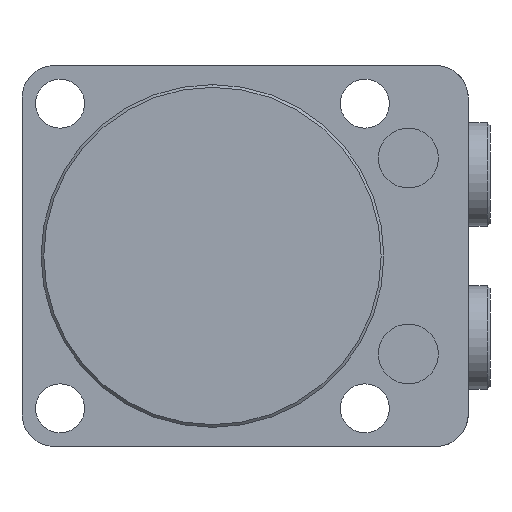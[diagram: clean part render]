
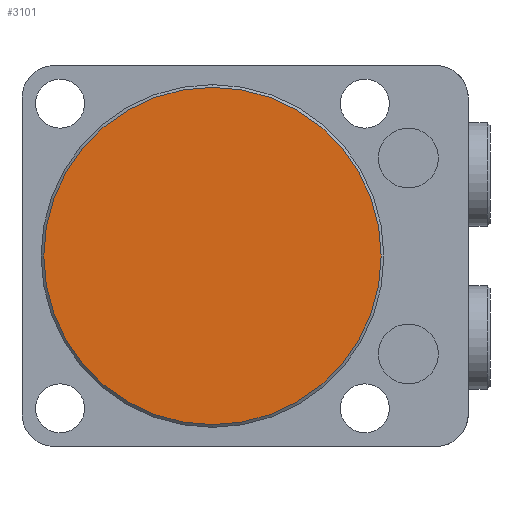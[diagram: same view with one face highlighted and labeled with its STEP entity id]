
A CAD part, front view. The second image highlights one B-rep face of the part: STEP entity #3101.
In plain terms, the highlighted planar face has unit normal (0, -1, 0).
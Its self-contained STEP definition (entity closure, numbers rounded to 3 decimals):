
#189 = EDGE_CURVE ( 'NONE', #2184, #2203, #2589, .T. ) ;
#369 = DIRECTION ( 'NONE',  ( 0., 0., 1. ) ) ;
#370 = DIRECTION ( 'NONE',  ( 0., -1., 0. ) ) ;
#371 = CARTESIAN_POINT ( 'NONE',  ( 0., 0., 0. ) ) ;
#575 = DIRECTION ( 'NONE',  ( 0., -1., 0. ) ) ;
#676 = CARTESIAN_POINT ( 'NONE',  ( 0., 0., 0. ) ) ;
#707 = DIRECTION ( 'NONE',  ( 0., 0., 1. ) ) ;
#790 = EDGE_CURVE ( 'NONE', #2203, #2184, #2472, .T. ) ;
#2063 = EDGE_LOOP ( 'NONE', ( #3636, #3637 ) ) ;
#2184 = VERTEX_POINT ( 'NONE', #3494 ) ;
#2203 = VERTEX_POINT ( 'NONE', #3541 ) ;
#2262 = FACE_OUTER_BOUND ( 'NONE', #2063, .T. ) ;
#2472 = CIRCLE ( 'NONE', #3304, 31. ) ;
#2589 = CIRCLE ( 'NONE', #3330, 31. ) ;
#2783 = DIRECTION ( 'NONE',  ( 0., 0., 1. ) ) ;
#2787 = DIRECTION ( 'NONE',  ( 0., 1., 0. ) ) ;
#2788 = CARTESIAN_POINT ( 'NONE',  ( 0., 0., 0. ) ) ;
#2789 = PLANE ( 'NONE',  #3835 ) ;
#3101 = ADVANCED_FACE ( 'NONE', ( #2262 ), #2789, .F. ) ;
#3304 = AXIS2_PLACEMENT_3D ( 'NONE', #371, #370, #369 ) ;
#3330 = AXIS2_PLACEMENT_3D ( 'NONE', #676, #575, #707 ) ;
#3494 = CARTESIAN_POINT ( 'NONE',  ( 0., 0., 31. ) ) ;
#3541 = CARTESIAN_POINT ( 'NONE',  ( 0., 0., -31. ) ) ;
#3636 = ORIENTED_EDGE ( 'NONE', *, *, #189, .T. ) ;
#3637 = ORIENTED_EDGE ( 'NONE', *, *, #790, .T. ) ;
#3835 = AXIS2_PLACEMENT_3D ( 'NONE', #2788, #2787, #2783 ) ;
